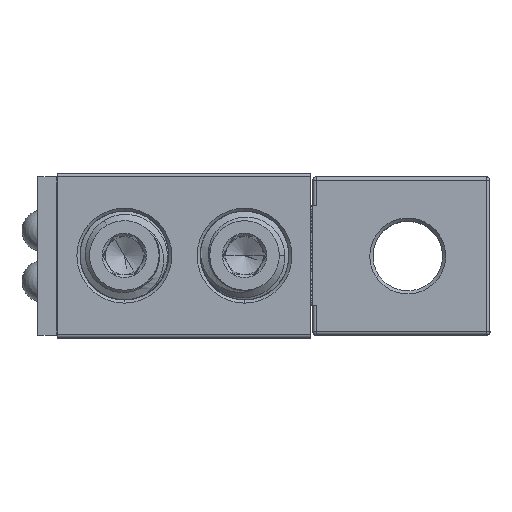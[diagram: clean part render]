
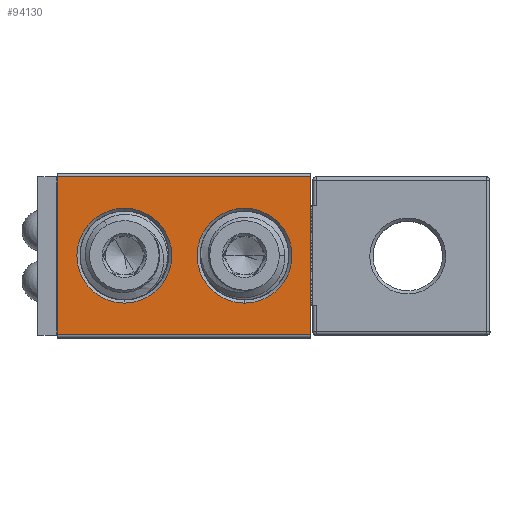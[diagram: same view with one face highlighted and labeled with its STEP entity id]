
A CAD part, top view. The second image highlights one B-rep face of the part: STEP entity #94130.
In plain terms, the highlighted planar face has unit normal (0, 0, 1).
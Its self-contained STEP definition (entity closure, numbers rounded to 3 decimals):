
#91980=CARTESIAN_POINT('',(-3.,-7.5,
31.));
#91990=VERTEX_POINT('',#91980);
#92020=CARTESIAN_POINT('',(-3.,0.,
31.));
#92030=DIRECTION('',(0.,-0.,-1.));
#92040=DIRECTION('',(0.,-1.,0.));
#92050=AXIS2_PLACEMENT_3D('',#92020,#92030,#92040);
#92060=CIRCLE('',#92050,7.5);
#92070=CARTESIAN_POINT('',(-3.,7.5,
31.));
#92080=VERTEX_POINT('',#92070);
#92090=EDGE_CURVE('',#91990,#92080,#92060,.T.);
#93540=CARTESIAN_POINT('',(-32.5,-12.5,
31.));
#93550=DIRECTION('',(0.,0.,1.));
#93560=DIRECTION('',(1.,0.,0.));
#93570=AXIS2_PLACEMENT_3D('',#93540,#93550,#93560);
#93580=PLANE('',#93570);
#93590=CARTESIAN_POINT('',(7.5,-12.5,
31.));
#93600=DIRECTION('',(-1.,0.,0.));
#93610=VECTOR('',#93600,1.);
#93620=LINE('',#93590,#93610);
#93630=CARTESIAN_POINT('',(7.5,-12.5,
31.));
#93640=VERTEX_POINT('',#93630);
#93650=CARTESIAN_POINT('',(-32.5,-12.5,
31.));
#93660=VERTEX_POINT('',#93650);
#93670=EDGE_CURVE('',#93640,#93660,#93620,.T.);
#93680=ORIENTED_EDGE('',*,*,#93670,.F.);
#93690=CARTESIAN_POINT('',(-32.5,-12.5,
31.));
#93700=DIRECTION('',(0.,1.,0.));
#93710=VECTOR('',#93700,1.);
#93720=LINE('',#93690,#93710);
#93730=CARTESIAN_POINT('',(-32.5,12.5,
31.));
#93740=VERTEX_POINT('',#93730);
#93750=EDGE_CURVE('',#93660,#93740,#93720,.T.);
#93760=ORIENTED_EDGE('',*,*,#93750,.F.);
#93770=CARTESIAN_POINT('',(-32.5,12.5,
31.));
#93780=DIRECTION('',(1.,0.,0.));
#93790=VECTOR('',#93780,1.);
#93800=LINE('',#93770,#93790);
#93810=CARTESIAN_POINT('',(7.5,12.5,
31.));
#93820=VERTEX_POINT('',#93810);
#93830=EDGE_CURVE('',#93740,#93820,#93800,.T.);
#93840=ORIENTED_EDGE('',*,*,#93830,.F.);
#93850=CARTESIAN_POINT('',(7.5,12.5,
31.));
#93860=DIRECTION('',(0.,-1.,0.));
#93870=VECTOR('',#93860,1.);
#93880=LINE('',#93850,#93870);
#93890=EDGE_CURVE('',#93820,#93640,#93880,.T.);
#93900=ORIENTED_EDGE('',*,*,#93890,.F.);
#93910=EDGE_LOOP('',(#93900,#93840,#93760,#93680));
#93920=FACE_OUTER_BOUND('',#93910,.T.);
#93930=CARTESIAN_POINT('',(-22.,0.,
31.));
#93940=DIRECTION('',(-0.,-0.,-1.));
#93950=DIRECTION('',(0.,-1.,0.));
#93960=AXIS2_PLACEMENT_3D('',#93930,#93940,#93950);
#93970=CIRCLE('',#93960,7.5);
#93980=CARTESIAN_POINT('',(-22.,7.5,
31.));
#93990=VERTEX_POINT('',#93980);
#94000=CARTESIAN_POINT('',(-22.,-7.5,
31.));
#94010=VERTEX_POINT('',#94000);
#94020=EDGE_CURVE('',#93990,#94010,#93970,.T.);
#94030=ORIENTED_EDGE('',*,*,#94020,.T.);
#94040=EDGE_CURVE('',#94010,#93990,#93970,.T.);
#94050=ORIENTED_EDGE('',*,*,#94040,.T.);
#94060=EDGE_LOOP('',(#94050,#94030));
#94070=FACE_BOUND('',#94060,.T.);
#94080=EDGE_CURVE('',#92080,#91990,#92060,.T.);
#94090=ORIENTED_EDGE('',*,*,#94080,.T.);
#94100=ORIENTED_EDGE('',*,*,#92090,.T.);
#94110=EDGE_LOOP('',(#94100,#94090));
#94120=FACE_BOUND('',#94110,.T.);
#94130=ADVANCED_FACE('',(#93920,#94070,#94120),#93580,.T.);
